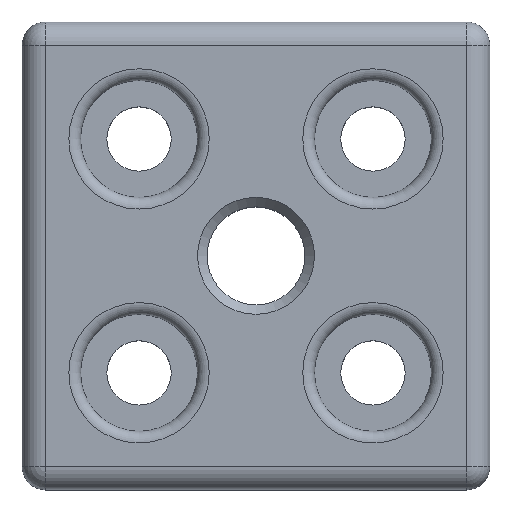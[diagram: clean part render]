
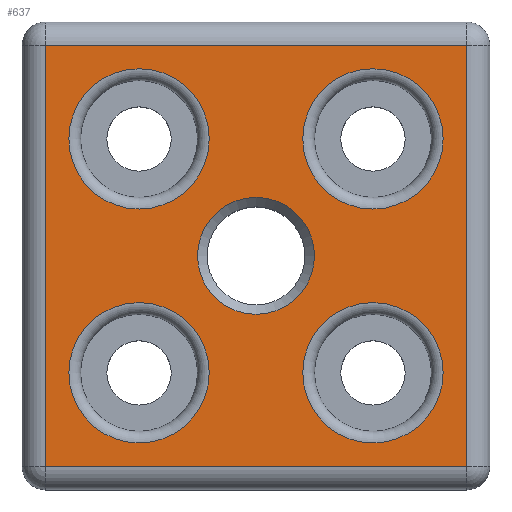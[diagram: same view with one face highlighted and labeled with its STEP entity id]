
A CAD part, top view. The second image highlights one B-rep face of the part: STEP entity #637.
In plain terms, the highlighted planar face has unit normal (0, 0, 1).
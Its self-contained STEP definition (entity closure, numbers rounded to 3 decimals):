
#28=FACE_BOUND('',#117,.T.);
#29=FACE_BOUND('',#118,.T.);
#30=FACE_BOUND('',#119,.T.);
#31=FACE_BOUND('',#120,.T.);
#32=FACE_BOUND('',#121,.T.);
#42=PLANE('',#714);
#75=FACE_OUTER_BOUND('',#116,.T.);
#116=EDGE_LOOP('',(#495,#496,#497,#498));
#117=EDGE_LOOP('',(#499,#500));
#118=EDGE_LOOP('',(#501,#502));
#119=EDGE_LOOP('',(#503,#504));
#120=EDGE_LOOP('',(#505,#506));
#121=EDGE_LOOP('',(#507,#508));
#168=LINE('',#1100,#198);
#169=LINE('',#1102,#199);
#170=LINE('',#1104,#200);
#171=LINE('',#1105,#201);
#198=VECTOR('',#869,1000.);
#199=VECTOR('',#870,1000.);
#200=VECTOR('',#871,1000.);
#201=VECTOR('',#872,1000.);
#210=CIRCLE('',#683,5.);
#211=CIRCLE('',#684,5.);
#231=CIRCLE('',#715,6.);
#232=CIRCLE('',#716,6.);
#233=CIRCLE('',#717,6.);
#234=CIRCLE('',#718,6.);
#235=CIRCLE('',#719,6.);
#236=CIRCLE('',#720,6.);
#237=CIRCLE('',#721,6.);
#238=CIRCLE('',#722,6.);
#275=VERTEX_POINT('',#1019);
#276=VERTEX_POINT('',#1020);
#304=VERTEX_POINT('',#1098);
#305=VERTEX_POINT('',#1099);
#306=VERTEX_POINT('',#1101);
#307=VERTEX_POINT('',#1103);
#308=VERTEX_POINT('',#1106);
#309=VERTEX_POINT('',#1107);
#310=VERTEX_POINT('',#1110);
#311=VERTEX_POINT('',#1111);
#312=VERTEX_POINT('',#1114);
#313=VERTEX_POINT('',#1115);
#314=VERTEX_POINT('',#1118);
#315=VERTEX_POINT('',#1119);
#340=EDGE_CURVE('',#275,#276,#210,.T.);
#341=EDGE_CURVE('',#276,#275,#211,.T.);
#379=EDGE_CURVE('',#304,#305,#168,.F.);
#380=EDGE_CURVE('',#305,#306,#169,.F.);
#381=EDGE_CURVE('',#306,#307,#170,.F.);
#382=EDGE_CURVE('',#307,#304,#171,.F.);
#383=EDGE_CURVE('',#308,#309,#231,.T.);
#384=EDGE_CURVE('',#309,#308,#232,.T.);
#385=EDGE_CURVE('',#310,#311,#233,.T.);
#386=EDGE_CURVE('',#311,#310,#234,.T.);
#387=EDGE_CURVE('',#312,#313,#235,.T.);
#388=EDGE_CURVE('',#313,#312,#236,.T.);
#389=EDGE_CURVE('',#314,#315,#237,.T.);
#390=EDGE_CURVE('',#315,#314,#238,.T.);
#495=ORIENTED_EDGE('',*,*,#379,.T.);
#496=ORIENTED_EDGE('',*,*,#380,.T.);
#497=ORIENTED_EDGE('',*,*,#381,.T.);
#498=ORIENTED_EDGE('',*,*,#382,.T.);
#499=ORIENTED_EDGE('',*,*,#340,.T.);
#500=ORIENTED_EDGE('',*,*,#341,.T.);
#501=ORIENTED_EDGE('',*,*,#383,.T.);
#502=ORIENTED_EDGE('',*,*,#384,.T.);
#503=ORIENTED_EDGE('',*,*,#385,.T.);
#504=ORIENTED_EDGE('',*,*,#386,.T.);
#505=ORIENTED_EDGE('',*,*,#387,.T.);
#506=ORIENTED_EDGE('',*,*,#388,.T.);
#507=ORIENTED_EDGE('',*,*,#389,.T.);
#508=ORIENTED_EDGE('',*,*,#390,.T.);
#637=ADVANCED_FACE('',(#75,#28,#29,#30,#31,#32),#42,.F.);
#683=AXIS2_PLACEMENT_3D('',#1021,#787,#788);
#684=AXIS2_PLACEMENT_3D('',#1022,#789,#790);
#714=AXIS2_PLACEMENT_3D('',#1097,#867,#868);
#715=AXIS2_PLACEMENT_3D('',#1108,#873,#874);
#716=AXIS2_PLACEMENT_3D('',#1109,#875,#876);
#717=AXIS2_PLACEMENT_3D('',#1112,#877,#878);
#718=AXIS2_PLACEMENT_3D('',#1113,#879,#880);
#719=AXIS2_PLACEMENT_3D('',#1116,#881,#882);
#720=AXIS2_PLACEMENT_3D('',#1117,#883,#884);
#721=AXIS2_PLACEMENT_3D('',#1120,#885,#886);
#722=AXIS2_PLACEMENT_3D('',#1121,#887,#888);
#787=DIRECTION('center_axis',(0.,0.,-1.));
#788=DIRECTION('ref_axis',(1.,0.,0.));
#789=DIRECTION('center_axis',(0.,0.,-1.));
#790=DIRECTION('ref_axis',(1.,0.,0.));
#867=DIRECTION('center_axis',(0.,0.,-1.));
#868=DIRECTION('ref_axis',(-1.,0.,0.));
#869=DIRECTION('',(-1.,0.,0.));
#870=DIRECTION('',(0.,-1.,0.));
#871=DIRECTION('',(1.,0.,0.));
#872=DIRECTION('',(0.,1.,0.));
#873=DIRECTION('center_axis',(0.,0.,-1.));
#874=DIRECTION('ref_axis',(-1.,0.,0.));
#875=DIRECTION('center_axis',(0.,0.,-1.));
#876=DIRECTION('ref_axis',(-1.,0.,0.));
#877=DIRECTION('center_axis',(0.,0.,-1.));
#878=DIRECTION('ref_axis',(-1.,0.,0.));
#879=DIRECTION('center_axis',(0.,0.,-1.));
#880=DIRECTION('ref_axis',(-1.,0.,0.));
#881=DIRECTION('center_axis',(0.,0.,-1.));
#882=DIRECTION('ref_axis',(-1.,0.,0.));
#883=DIRECTION('center_axis',(0.,0.,-1.));
#884=DIRECTION('ref_axis',(-1.,0.,0.));
#885=DIRECTION('center_axis',(0.,0.,-1.));
#886=DIRECTION('ref_axis',(-1.,0.,0.));
#887=DIRECTION('center_axis',(0.,0.,-1.));
#888=DIRECTION('ref_axis',(-1.,0.,0.));
#1019=CARTESIAN_POINT('',(5.,0.,12.));
#1020=CARTESIAN_POINT('',(-5.,0.,12.));
#1021=CARTESIAN_POINT('Origin',(0.,0.,12.));
#1022=CARTESIAN_POINT('Origin',(0.,0.,12.));
#1097=CARTESIAN_POINT('Origin',(18.,18.,12.));
#1098=CARTESIAN_POINT('',(-18.,-18.,12.));
#1099=CARTESIAN_POINT('',(18.,-18.,12.));
#1100=CARTESIAN_POINT('',(18.,-18.,12.));
#1101=CARTESIAN_POINT('',(18.,18.,12.));
#1102=CARTESIAN_POINT('',(18.,18.,12.));
#1103=CARTESIAN_POINT('',(-18.,18.,12.));
#1104=CARTESIAN_POINT('',(-18.,18.,12.));
#1105=CARTESIAN_POINT('',(-18.,-18.,12.));
#1106=CARTESIAN_POINT('',(4.,10.,12.));
#1107=CARTESIAN_POINT('',(16.,10.,12.));
#1108=CARTESIAN_POINT('Origin',(10.,10.,12.));
#1109=CARTESIAN_POINT('Origin',(10.,10.,12.));
#1110=CARTESIAN_POINT('',(4.,-10.,12.));
#1111=CARTESIAN_POINT('',(16.,-10.,12.));
#1112=CARTESIAN_POINT('Origin',(10.,-10.,12.));
#1113=CARTESIAN_POINT('Origin',(10.,-10.,12.));
#1114=CARTESIAN_POINT('',(-16.,10.,12.));
#1115=CARTESIAN_POINT('',(-4.,10.,12.));
#1116=CARTESIAN_POINT('Origin',(-10.,10.,12.));
#1117=CARTESIAN_POINT('Origin',(-10.,10.,12.));
#1118=CARTESIAN_POINT('',(-16.,-10.,12.));
#1119=CARTESIAN_POINT('',(-4.,-10.,12.));
#1120=CARTESIAN_POINT('Origin',(-10.,-10.,12.));
#1121=CARTESIAN_POINT('Origin',(-10.,-10.,12.));
